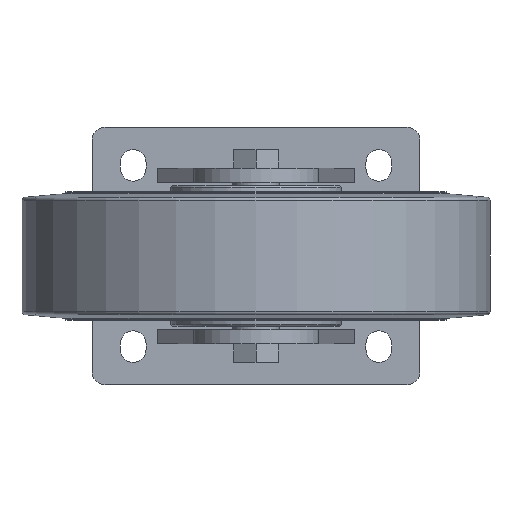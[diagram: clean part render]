
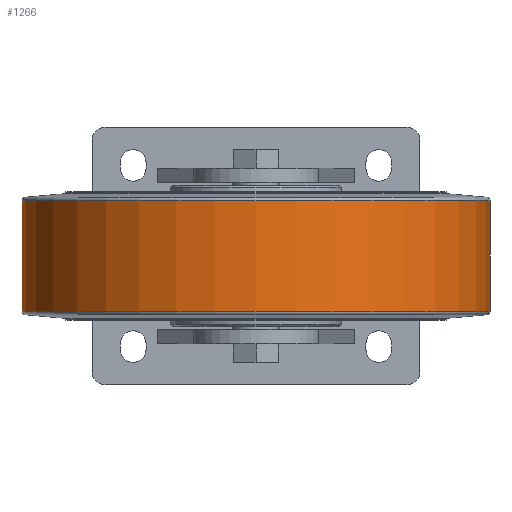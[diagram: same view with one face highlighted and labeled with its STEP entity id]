
A CAD part, front view. The second image highlights one B-rep face of the part: STEP entity #1266.
In plain terms, the highlighted cylindrical face has radius 100 mm (diameter 200 mm), a full revolution.
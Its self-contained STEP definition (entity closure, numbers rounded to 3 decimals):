
#55=CYLINDRICAL_SURFACE('',#1405,100.);
#103=CIRCLE('',#1404,100.);
#104=CIRCLE('',#1406,100.);
#355=ORIENTED_EDGE('',*,*,#566,.T.);
#356=ORIENTED_EDGE('',*,*,#565,.F.);
#565=EDGE_CURVE('',#695,#695,#103,.T.);
#566=EDGE_CURVE('',#696,#696,#104,.T.);
#695=VERTEX_POINT('',#2097);
#696=VERTEX_POINT('',#2100);
#1011=EDGE_LOOP('',(#355));
#1012=EDGE_LOOP('',(#356));
#1133=FACE_BOUND('',#1011,.T.);
#1134=FACE_BOUND('',#1012,.T.);
#1266=ADVANCED_FACE('',(#1133,#1134),#55,.T.);
#1404=AXIS2_PLACEMENT_3D('',#2096,#1722,#1723);
#1405=AXIS2_PLACEMENT_3D('',#2098,#1724,#1725);
#1406=AXIS2_PLACEMENT_3D('',#2099,#1726,#1727);
#1722=DIRECTION('',(0.,0.,-1.));
#1723=DIRECTION('',(-1.,0.,0.));
#1724=DIRECTION('',(0.,0.,-1.));
#1725=DIRECTION('',(-1.,0.,0.));
#1726=DIRECTION('',(0.,0.,-1.));
#1727=DIRECTION('',(-1.,0.,0.));
#2096=CARTESIAN_POINT('',(0.,0.,-23.626));
#2097=CARTESIAN_POINT('',(-100.,0.,-23.626));
#2098=CARTESIAN_POINT('',(0.,0.,-30.));
#2099=CARTESIAN_POINT('',(0.,0.,23.626));
#2100=CARTESIAN_POINT('',(-100.,0.,23.626));
